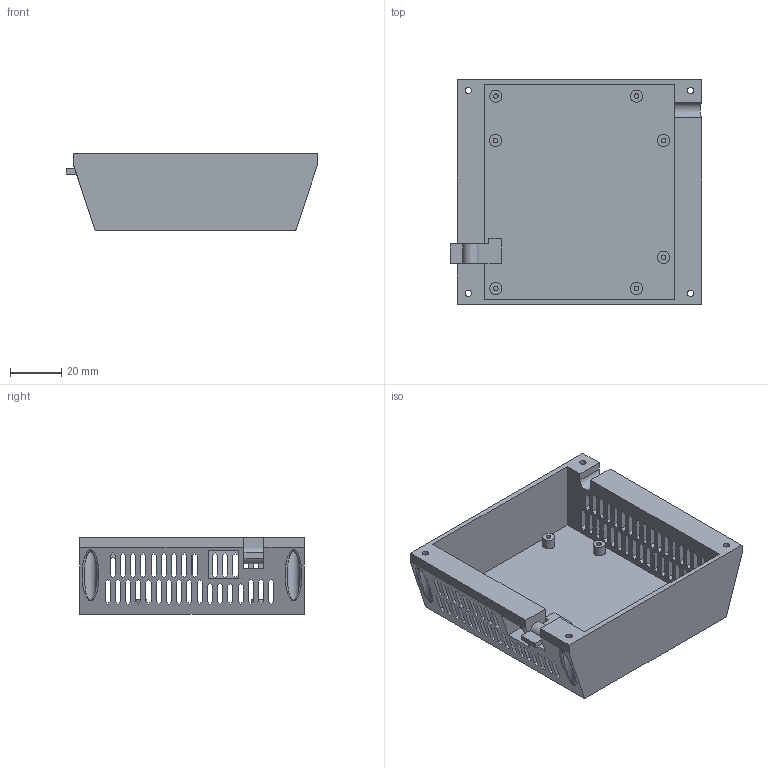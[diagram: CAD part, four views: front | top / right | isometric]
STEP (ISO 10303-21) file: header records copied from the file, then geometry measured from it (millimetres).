
FILE_DESCRIPTION(/* description */ (''),/* implementation_level */ '2;1');
FILE_NAME(/* name */ 'ELECTR v29.step',/* time_stamp */ '2025-03-30T11:38:59+02:00',/* author */ (''),/* organization */ (''),/* preprocessor_version */ 'ST-DEVELOPER v20.1',/* originating_system */ 'Autodesk Translation Framework v14.4.0.0',/* authorisation */ '');
FILE_SCHEMA (('AUTOMOTIVE_DESIGN { 1 0 10303 214 3 1 1 }'));
Length unit declared in the file: millimetre
Products named in the file (1): ELECTR
Bounding box: 98.33 x 88 x 30 mm (x, y, z)
Volume: 48554.4 mm3; surface area: 42868 mm2
Topology: 2 solids, 2 shells, 450 faces, 1277 edges, 848 vertices
Faces by surface type: plane 412, cylinder 30, bspline 4, cone 4
Full cylindrical faces by diameter (mm): 1.8 x8, 2.4 x3, 2.5 x4, 4.8 x8, 5 x4
Entity records: 15354 total; most frequent: CARTESIAN_POINT 3272, ORIENTED_EDGE 2554, DIRECTION 2243, EDGE_CURVE 1277, LINE 1205, VECTOR 1205, VERTEX_POINT 848, EDGE_LOOP 601
